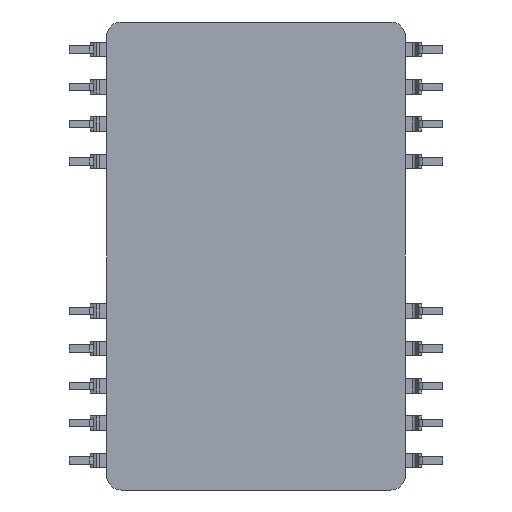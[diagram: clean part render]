
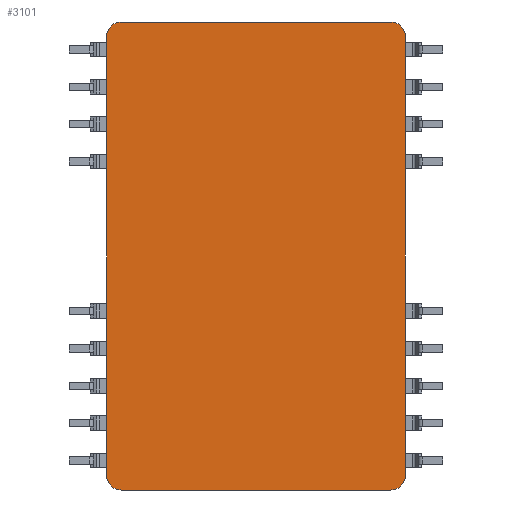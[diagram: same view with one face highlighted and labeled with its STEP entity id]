
A CAD part, front view. The second image highlights one B-rep face of the part: STEP entity #3101.
In plain terms, the highlighted planar face has unit normal (0, -1, 0).
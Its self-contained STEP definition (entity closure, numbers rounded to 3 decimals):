
#47 = AXIS2_PLACEMENT_3D ( 'NONE', #4361, #1952, #1043 ) ;
#338 = CARTESIAN_POINT ( 'NONE',  ( 9.15, 0.5, -14.9 ) ) ;
#360 = CIRCLE ( 'NONE', #1165, 1. ) ;
#393 = LINE ( 'NONE', #4358, #10041 ) ;
#452 = ORIENTED_EDGE ( 'NONE', *, *, #7278, .T. ) ;
#531 = EDGE_CURVE ( 'NONE', #8959, #7856, #4796, .T. ) ;
#847 = DIRECTION ( 'NONE',  ( 0., -1., 0. ) ) ;
#1043 = DIRECTION ( 'NONE',  ( 0., 0., -1. ) ) ;
#1090 = DIRECTION ( 'NONE',  ( 0., -1., 0. ) ) ;
#1165 = AXIS2_PLACEMENT_3D ( 'NONE', #6422, #847, #4797 ) ;
#1306 = VECTOR ( 'NONE', #10103, 1000. ) ;
#1370 = VERTEX_POINT ( 'NONE', #1485 ) ;
#1394 = CARTESIAN_POINT ( 'NONE',  ( -10.15, 0.5, -14.9 ) ) ;
#1485 = CARTESIAN_POINT ( 'NONE',  ( -9.15, 0.5, 15.9 ) ) ;
#1719 = AXIS2_PLACEMENT_3D ( 'NONE', #2311, #10289, #2391 ) ;
#1952 = DIRECTION ( 'NONE',  ( 0., -1., 0. ) ) ;
#2249 = VERTEX_POINT ( 'NONE', #8143 ) ;
#2311 = CARTESIAN_POINT ( 'NONE',  ( -9.15, 0.5, 14.9 ) ) ;
#2391 = DIRECTION ( 'NONE',  ( 0., 0., -1. ) ) ;
#2480 = VECTOR ( 'NONE', #9374, 1000. ) ;
#2530 = CIRCLE ( 'NONE', #47, 1. ) ;
#2634 = VERTEX_POINT ( 'NONE', #3832 ) ;
#2773 = CARTESIAN_POINT ( 'NONE',  ( -9.15, 0.5, -15.9 ) ) ;
#2984 = CARTESIAN_POINT ( 'NONE',  ( -10.15, 0.5, 14.9 ) ) ;
#3101 = ADVANCED_FACE ( 'NONE', ( #7932 ), #8488, .T. ) ;
#3502 = DIRECTION ( 'NONE',  ( -1., 0., 0. ) ) ;
#3628 = EDGE_CURVE ( 'NONE', #5523, #8959, #360, .T. ) ;
#3794 = CARTESIAN_POINT ( 'NONE',  ( 10.15, 0.5, -14.9 ) ) ;
#3832 = CARTESIAN_POINT ( 'NONE',  ( -10.15, 0.5, 14.9 ) ) ;
#4036 = AXIS2_PLACEMENT_3D ( 'NONE', #6049, #5983, #9224 ) ;
#4275 = VECTOR ( 'NONE', #4700, 1000. ) ;
#4288 = CIRCLE ( 'NONE', #6877, 1. ) ;
#4358 = CARTESIAN_POINT ( 'NONE',  ( 9.15, 0.5, 15.9 ) ) ;
#4361 = CARTESIAN_POINT ( 'NONE',  ( 9.15, 0.5, 14.9 ) ) ;
#4544 = EDGE_CURVE ( 'NONE', #2634, #5523, #6707, .T. ) ;
#4700 = DIRECTION ( 'NONE',  ( 0., 0., 1. ) ) ;
#4796 = LINE ( 'NONE', #8431, #1306 ) ;
#4797 = DIRECTION ( 'NONE',  ( 0., 0., -1. ) ) ;
#5523 = VERTEX_POINT ( 'NONE', #1394 ) ;
#5750 = CARTESIAN_POINT ( 'NONE',  ( 10.15, 0.5, 14.9 ) ) ;
#5983 = DIRECTION ( 'NONE',  ( 0., -1., 0. ) ) ;
#6049 = CARTESIAN_POINT ( 'NONE',  ( -9.15, 0.5, -14.9 ) ) ;
#6328 = ORIENTED_EDGE ( 'NONE', *, *, #9687, .T. ) ;
#6422 = CARTESIAN_POINT ( 'NONE',  ( -9.15, 0.5, -14.9 ) ) ;
#6657 = DIRECTION ( 'NONE',  ( 0., 0., -1. ) ) ;
#6707 = LINE ( 'NONE', #2984, #2480 ) ;
#6877 = AXIS2_PLACEMENT_3D ( 'NONE', #338, #1090, #6657 ) ;
#7034 = ORIENTED_EDGE ( 'NONE', *, *, #3628, .T. ) ;
#7278 = EDGE_CURVE ( 'NONE', #1370, #2634, #7534, .T. ) ;
#7534 = CIRCLE ( 'NONE', #1719, 1. ) ;
#7615 = VERTEX_POINT ( 'NONE', #10378 ) ;
#7621 = ORIENTED_EDGE ( 'NONE', *, *, #7707, .T. ) ;
#7707 = EDGE_CURVE ( 'NONE', #2249, #1370, #393, .T. ) ;
#7716 = ORIENTED_EDGE ( 'NONE', *, *, #8896, .T. ) ;
#7856 = VERTEX_POINT ( 'NONE', #8532 ) ;
#7932 = FACE_OUTER_BOUND ( 'NONE', #8411, .T. ) ;
#8100 = ORIENTED_EDGE ( 'NONE', *, *, #531, .T. ) ;
#8143 = CARTESIAN_POINT ( 'NONE',  ( 9.15, 0.5, 15.9 ) ) ;
#8407 = LINE ( 'NONE', #3794, #4275 ) ;
#8411 = EDGE_LOOP ( 'NONE', ( #7034, #8100, #7716, #6328, #9898, #7621, #452, #9267 ) ) ;
#8431 = CARTESIAN_POINT ( 'NONE',  ( -9.15, 0.5, -15.9 ) ) ;
#8488 = PLANE ( 'NONE',  #4036 ) ;
#8532 = CARTESIAN_POINT ( 'NONE',  ( 9.15, 0.5, -15.9 ) ) ;
#8896 = EDGE_CURVE ( 'NONE', #7856, #7615, #4288, .T. ) ;
#8959 = VERTEX_POINT ( 'NONE', #2773 ) ;
#9224 = DIRECTION ( 'NONE',  ( 0., 0., -1. ) ) ;
#9267 = ORIENTED_EDGE ( 'NONE', *, *, #4544, .T. ) ;
#9374 = DIRECTION ( 'NONE',  ( 0., 0., -1. ) ) ;
#9386 = EDGE_CURVE ( 'NONE', #9950, #2249, #2530, .T. ) ;
#9687 = EDGE_CURVE ( 'NONE', #7615, #9950, #8407, .T. ) ;
#9898 = ORIENTED_EDGE ( 'NONE', *, *, #9386, .T. ) ;
#9950 = VERTEX_POINT ( 'NONE', #5750 ) ;
#10041 = VECTOR ( 'NONE', #3502, 1000. ) ;
#10103 = DIRECTION ( 'NONE',  ( 1., 0., 0. ) ) ;
#10289 = DIRECTION ( 'NONE',  ( 0., -1., 0. ) ) ;
#10378 = CARTESIAN_POINT ( 'NONE',  ( 10.15, 0.5, -14.9 ) ) ;
